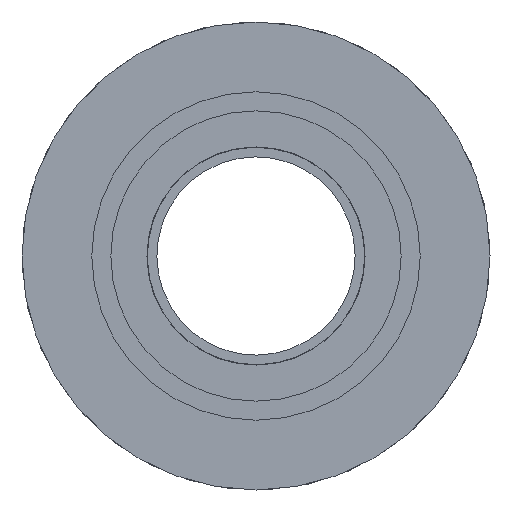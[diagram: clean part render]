
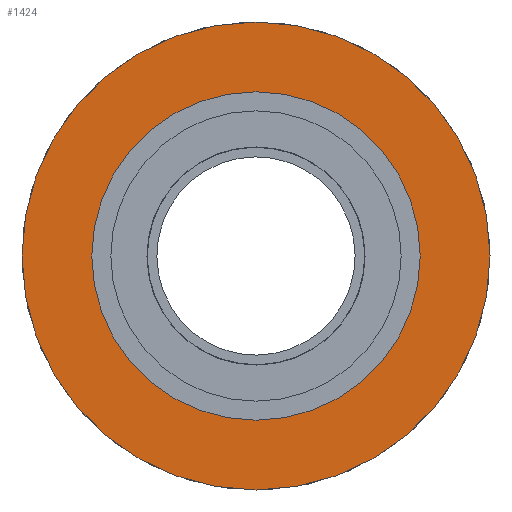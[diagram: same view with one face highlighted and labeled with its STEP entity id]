
A CAD part, front view. The second image highlights one B-rep face of the part: STEP entity #1424.
In plain terms, the highlighted planar face has unit normal (0, -1, 0).
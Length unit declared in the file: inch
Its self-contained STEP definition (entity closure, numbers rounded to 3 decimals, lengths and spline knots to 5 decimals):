
#28 = EDGE_LOOP ( 'NONE', ( #49, #143 ) ) ;
#30 = ORIENTED_EDGE ( 'NONE', *, *, #392, .T. ) ;
#49 = ORIENTED_EDGE ( 'NONE', *, *, #418, .F. ) ;
#131 = EDGE_LOOP ( 'NONE', ( #30, #277 ) ) ;
#143 = ORIENTED_EDGE ( 'NONE', *, *, #414, .F. ) ;
#277 = ORIENTED_EDGE ( 'NONE', *, *, #504, .T. ) ;
#392 = EDGE_CURVE ( 'NONE', #2590, #2557, #2361, .T. ) ;
#414 = EDGE_CURVE ( 'NONE', #2693, #2635, #2474, .T. ) ;
#418 = EDGE_CURVE ( 'NONE', #2635, #2693, #2687, .T. ) ;
#504 = EDGE_CURVE ( 'NONE', #2557, #2590, #2625, .T. ) ;
#595 = AXIS2_PLACEMENT_3D ( 'NONE', #1607, #1889, #2119 ) ;
#751 = AXIS2_PLACEMENT_3D ( 'NONE', #2066, #1613, #1555 ) ;
#809 = AXIS2_PLACEMENT_3D ( 'NONE', #1611, #1624, #1770 ) ;
#924 = AXIS2_PLACEMENT_3D ( 'NONE', #3105, #3118, #3060 ) ;
#960 = AXIS2_PLACEMENT_3D ( 'NONE', #3357, #3356, #3354 ) ;
#1248 = FACE_OUTER_BOUND ( 'NONE', #28, .T. ) ;
#1275 = FACE_BOUND ( 'NONE', #131, .T. ) ;
#1424 = ADVANCED_FACE ( 'NONE', ( #1275, #1248 ), #3059, .T. ) ;
#1555 = DIRECTION ( 'NONE',  ( 0., 0., 1. ) ) ;
#1607 = CARTESIAN_POINT ( 'NONE',  ( 0., -0.87471, 0. ) ) ;
#1611 = CARTESIAN_POINT ( 'NONE',  ( 0., -0.87471, 0. ) ) ;
#1613 = DIRECTION ( 'NONE',  ( 0., 1., 0. ) ) ;
#1624 = DIRECTION ( 'NONE',  ( 0., 1., 0. ) ) ;
#1659 = CARTESIAN_POINT ( 'NONE',  ( 0., -0.87471, 1.035 ) ) ;
#1699 = CARTESIAN_POINT ( 'NONE',  ( 0., -0.87471, -1.035 ) ) ;
#1770 = DIRECTION ( 'NONE',  ( 0., 0., 1. ) ) ;
#1889 = DIRECTION ( 'NONE',  ( 0., 1., 0. ) ) ;
#1985 = CARTESIAN_POINT ( 'NONE',  ( 0., -0.87471, 1.475 ) ) ;
#1988 = CARTESIAN_POINT ( 'NONE',  ( 0., -0.87471, -1.475 ) ) ;
#2066 = CARTESIAN_POINT ( 'NONE',  ( 0., -0.87471, 0. ) ) ;
#2119 = DIRECTION ( 'NONE',  ( 0., 0., 1. ) ) ;
#2361 = CIRCLE ( 'NONE', #595, 1.035 ) ;
#2474 = CIRCLE ( 'NONE', #809, 1.475 ) ;
#2557 = VERTEX_POINT ( 'NONE', #1699 ) ;
#2590 = VERTEX_POINT ( 'NONE', #1659 ) ;
#2625 = CIRCLE ( 'NONE', #960, 1.035 ) ;
#2635 = VERTEX_POINT ( 'NONE', #1985 ) ;
#2687 = CIRCLE ( 'NONE', #751, 1.475 ) ;
#2693 = VERTEX_POINT ( 'NONE', #1988 ) ;
#3059 = PLANE ( 'NONE',  #924 ) ;
#3060 = DIRECTION ( 'NONE',  ( 0., 0., -1. ) ) ;
#3105 = CARTESIAN_POINT ( 'NONE',  ( -1.475, -0.87471, 0. ) ) ;
#3118 = DIRECTION ( 'NONE',  ( 0., -1., 0. ) ) ;
#3354 = DIRECTION ( 'NONE',  ( 0., 0., 1. ) ) ;
#3356 = DIRECTION ( 'NONE',  ( 0., 1., 0. ) ) ;
#3357 = CARTESIAN_POINT ( 'NONE',  ( 0., -0.87471, 0. ) ) ;
